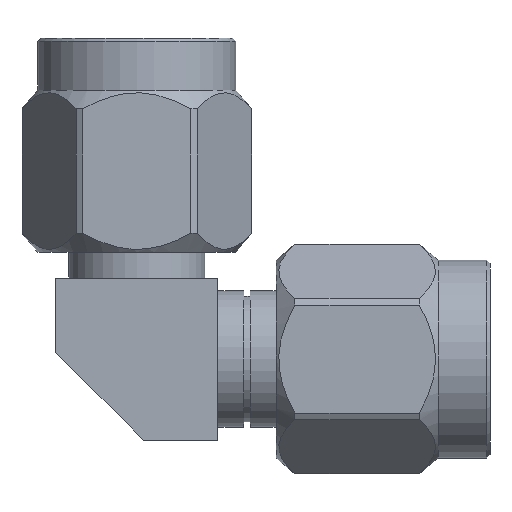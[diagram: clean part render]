
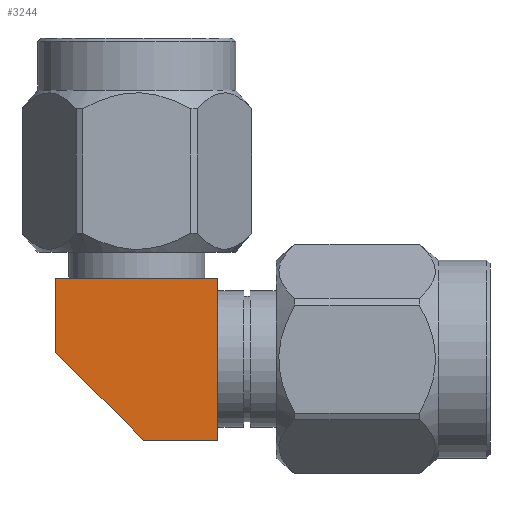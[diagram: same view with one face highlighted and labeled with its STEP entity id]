
A CAD part, front view. The second image highlights one B-rep face of the part: STEP entity #3244.
In plain terms, the highlighted planar face has unit normal (0, -1, 0).
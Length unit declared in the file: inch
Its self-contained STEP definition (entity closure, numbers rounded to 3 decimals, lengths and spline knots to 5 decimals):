
#124 = FACE_OUTER_BOUND ( 'NONE', #4802, .T. ) ;
#167 = CARTESIAN_POINT ( 'NONE',  ( 0.125, -0.125, -0.125 ) ) ;
#479 = VECTOR ( 'NONE', #1886, 39.37008 ) ;
#620 = CARTESIAN_POINT ( 'NONE',  ( -0.125, -0.125, -0.125 ) ) ;
#937 = LINE ( 'NONE', #620, #5766 ) ;
#1052 = LINE ( 'NONE', #6087, #479 ) ;
#1144 = VECTOR ( 'NONE', #1905, 39.37008 ) ;
#1291 = VERTEX_POINT ( 'NONE', #2265 ) ;
#1403 = CARTESIAN_POINT ( 'NONE',  ( 0.125, -0.125, 0.125 ) ) ;
#1533 = DIRECTION ( 'NONE',  ( 0., 1., 0. ) ) ;
#1655 = EDGE_CURVE ( 'NONE', #3418, #1862, #5348, .T. ) ;
#1862 = VERTEX_POINT ( 'NONE', #5802 ) ;
#1886 = DIRECTION ( 'NONE',  ( 1., 0., 0. ) ) ;
#1905 = DIRECTION ( 'NONE',  ( 0., 0., -1. ) ) ;
#2265 = CARTESIAN_POINT ( 'NONE',  ( 0.125, -0.125, 0.125 ) ) ;
#2359 = EDGE_CURVE ( 'NONE', #1862, #3022, #4168, .T. ) ;
#2775 = VECTOR ( 'NONE', #4974, 39.37008 ) ;
#2777 = CARTESIAN_POINT ( 'NONE',  ( -0.125, -0.125, 0.125 ) ) ;
#2917 = CARTESIAN_POINT ( 'NONE',  ( -0.125, -0.125, 0.01 ) ) ;
#3022 = VERTEX_POINT ( 'NONE', #3477 ) ;
#3193 = CARTESIAN_POINT ( 'NONE',  ( -0.125, -0.125, 0.125 ) ) ;
#3244 = ADVANCED_FACE ( 'NONE', ( #124 ), #4383, .F. ) ;
#3364 = EDGE_CURVE ( 'NONE', #1291, #3641, #3920, .T. ) ;
#3418 = VERTEX_POINT ( 'NONE', #2777 ) ;
#3469 = CARTESIAN_POINT ( 'NONE',  ( -0.125, -0.125, 0.125 ) ) ;
#3477 = CARTESIAN_POINT ( 'NONE',  ( 0.01, -0.125, -0.125 ) ) ;
#3641 = VERTEX_POINT ( 'NONE', #167 ) ;
#3654 = VECTOR ( 'NONE', #6020, 39.37008 ) ;
#3920 = LINE ( 'NONE', #1403, #1144 ) ;
#4168 = LINE ( 'NONE', #2917, #2775 ) ;
#4315 = AXIS2_PLACEMENT_3D ( 'NONE', #3469, #1533, #4406 ) ;
#4383 = PLANE ( 'NONE',  #4315 ) ;
#4406 = DIRECTION ( 'NONE',  ( 0., 0., 1. ) ) ;
#4428 = EDGE_CURVE ( 'NONE', #3022, #3641, #937, .T. ) ;
#4802 = EDGE_LOOP ( 'NONE', ( #5142, #5781, #5652, #5321, #5828 ) ) ;
#4974 = DIRECTION ( 'NONE',  ( 0.707, 0., -0.707 ) ) ;
#5142 = ORIENTED_EDGE ( 'NONE', *, *, #1655, .T. ) ;
#5321 = ORIENTED_EDGE ( 'NONE', *, *, #3364, .F. ) ;
#5348 = LINE ( 'NONE', #3193, #3654 ) ;
#5652 = ORIENTED_EDGE ( 'NONE', *, *, #4428, .T. ) ;
#5766 = VECTOR ( 'NONE', #5793, 39.37008 ) ;
#5781 = ORIENTED_EDGE ( 'NONE', *, *, #2359, .T. ) ;
#5793 = DIRECTION ( 'NONE',  ( 1., 0., 0. ) ) ;
#5802 = CARTESIAN_POINT ( 'NONE',  ( -0.125, -0.125, 0.01 ) ) ;
#5828 = ORIENTED_EDGE ( 'NONE', *, *, #5873, .F. ) ;
#5873 = EDGE_CURVE ( 'NONE', #3418, #1291, #1052, .T. ) ;
#6020 = DIRECTION ( 'NONE',  ( 0., 0., -1. ) ) ;
#6087 = CARTESIAN_POINT ( 'NONE',  ( -0.125, -0.125, 0.125 ) ) ;
